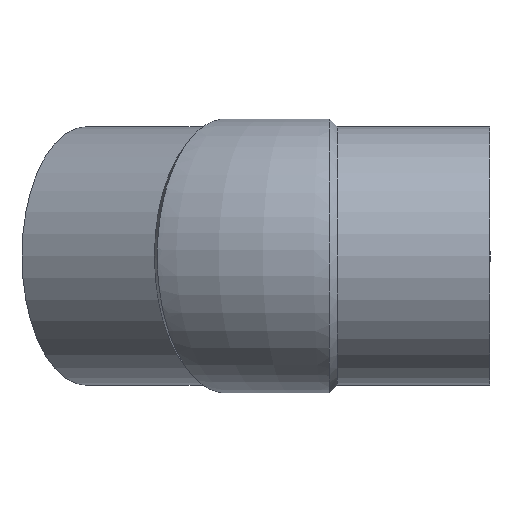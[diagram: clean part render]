
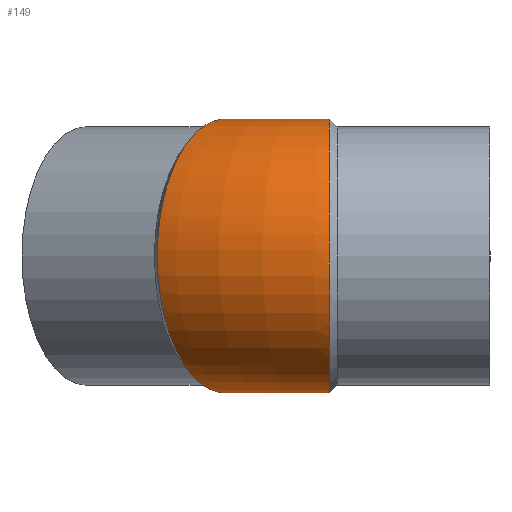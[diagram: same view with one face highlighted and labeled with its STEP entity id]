
A CAD part, left-side view. The second image highlights one B-rep face of the part: STEP entity #149.
In plain terms, the highlighted toroidal (fillet/blend) face has major radius 205.263 mm and minor radius 119.2 mm.
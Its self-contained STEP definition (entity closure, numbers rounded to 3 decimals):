
#23=TOROIDAL_SURFACE('',#179,205.263,119.2);
#27=FACE_OUTER_BOUND('',#37,.T.);
#37=EDGE_LOOP('',(#113,#114,#115,#116));
#49=CIRCLE('',#180,86.063);
#59=B_SPLINE_CURVE_WITH_KNOTS('',3,(#353,#354,#355,#356,#357,#358,#359,
#360,#361,#362,#363,#364,#365,#366,#367,#368,#369,#370,#371,#372,#373,#374,
#375,#376,#377,#378),.UNSPECIFIED.,.T.,.F.,(4,1,1,1,1,1,1,1,1,1,1,1,1,1,
1,1,1,1,1,1,1,1,1,4),(-6.283,-6.059,-5.834,
-5.61,-5.386,-5.086,-4.787,
-4.488,-4.189,-3.89,-3.59,
-3.291,-2.992,-2.693,-2.394,
-2.094,-1.795,-1.496,-1.197,
-0.898,-0.673,-0.449,-0.224,
0.),.UNSPECIFIED.);
#60=B_SPLINE_CURVE_WITH_KNOTS('',3,(#487,#488,#489,#490,#491,#492,#493,
#494,#495,#496,#497,#498,#499,#500,#501,#502,#503,#504,#505,#506,#507,#508,
#509,#510,#511,#512),.UNSPECIFIED.,.T.,.F.,(4,1,1,1,1,1,1,1,1,1,1,1,1,1,
1,1,1,1,1,1,1,1,1,4),(0.,0.224,0.449,0.673,
0.898,1.197,1.496,1.795,2.094,
2.394,2.693,2.992,3.291,3.59,
3.89,4.189,4.488,4.787,5.086,
5.386,5.61,5.834,6.059,6.283),
 .UNSPECIFIED.);
#74=VERTEX_POINT('',#351);
#76=VERTEX_POINT('',#485);
#86=EDGE_CURVE('',#74,#74,#59,.T.);
#89=EDGE_CURVE('',#76,#76,#60,.T.);
#91=EDGE_CURVE('',#74,#76,#49,.T.);
#113=ORIENTED_EDGE('',*,*,#86,.F.);
#114=ORIENTED_EDGE('',*,*,#91,.T.);
#115=ORIENTED_EDGE('',*,*,#89,.F.);
#116=ORIENTED_EDGE('',*,*,#91,.F.);
#149=ADVANCED_FACE('',(#27),#23,.T.);
#179=AXIS2_PLACEMENT_3D('',#514,#205,#206);
#180=AXIS2_PLACEMENT_3D('',#515,#207,#208);
#205=DIRECTION('center_axis',(0.,0.,-1.));
#206=DIRECTION('ref_axis',(-1.,0.,0.));
#207=DIRECTION('center_axis',(0.,0.,1.));
#208=DIRECTION('ref_axis',(-1.,0.,0.));
#351=CARTESIAN_POINT('',(127.609,170.103,0.));
#353=CARTESIAN_POINT('Ctrl Pts',(127.609,170.103,0.));
#354=CARTESIAN_POINT('Ctrl Pts',(127.609,170.103,-8.936));
#355=CARTESIAN_POINT('Ctrl Pts',(125.855,171.115,-26.806));
#356=CARTESIAN_POINT('Ctrl Pts',(118.106,175.587,-52.25));
#357=CARTESIAN_POINT('Ctrl Pts',(105.644,182.78,-75.047));
#358=CARTESIAN_POINT('Ctrl Pts',(87.275,193.384,-96.18));
#359=CARTESIAN_POINT('Ctrl Pts',(62.444,207.72,-112.679));
#360=CARTESIAN_POINT('Ctrl Pts',(31.978,225.31,-120.659));
#361=CARTESIAN_POINT('Ctrl Pts',(0.836,243.289,-117.938));
#362=CARTESIAN_POINT('Ctrl Pts',(-28.224,260.067,-104.744));
#363=CARTESIAN_POINT('Ctrl Pts',(-52.625,274.155,-82.255));
#364=CARTESIAN_POINT('Ctrl Pts',(-70.204,284.305,-52.467));
#365=CARTESIAN_POINT('Ctrl Pts',(-79.404,289.616,-18.022));
#366=CARTESIAN_POINT('Ctrl Pts',(-79.401,289.614,18.022));
#367=CARTESIAN_POINT('Ctrl Pts',(-70.206,284.306,52.468));
#368=CARTESIAN_POINT('Ctrl Pts',(-52.625,274.155,82.256));
#369=CARTESIAN_POINT('Ctrl Pts',(-28.223,260.067,104.743));
#370=CARTESIAN_POINT('Ctrl Pts',(0.836,243.289,117.936));
#371=CARTESIAN_POINT('Ctrl Pts',(31.978,225.31,120.663));
#372=CARTESIAN_POINT('Ctrl Pts',(62.443,207.721,112.675));
#373=CARTESIAN_POINT('Ctrl Pts',(87.276,193.384,96.182));
#374=CARTESIAN_POINT('Ctrl Pts',(105.644,182.781,75.047));
#375=CARTESIAN_POINT('Ctrl Pts',(118.106,175.587,52.25));
#376=CARTESIAN_POINT('Ctrl Pts',(125.855,171.115,26.806));
#377=CARTESIAN_POINT('Ctrl Pts',(127.609,170.103,8.936));
#378=CARTESIAN_POINT('Ctrl Pts',(127.609,170.103,0.));
#485=CARTESIAN_POINT('',(119.461,139.695,0.));
#487=CARTESIAN_POINT('Ctrl Pts',(119.461,139.695,0.));
#488=CARTESIAN_POINT('Ctrl Pts',(119.461,139.695,8.936));
#489=CARTESIAN_POINT('Ctrl Pts',(117.436,139.695,26.806));
#490=CARTESIAN_POINT('Ctrl Pts',(108.489,139.697,52.25));
#491=CARTESIAN_POINT('Ctrl Pts',(94.1,139.698,75.047));
#492=CARTESIAN_POINT('Ctrl Pts',(72.891,139.699,96.18));
#493=CARTESIAN_POINT('Ctrl Pts',(44.218,139.7,112.679));
#494=CARTESIAN_POINT('Ctrl Pts',(9.038,139.7,120.659));
#495=CARTESIAN_POINT('Ctrl Pts',(-26.921,139.7,117.938));
#496=CARTESIAN_POINT('Ctrl Pts',(-60.476,139.7,104.744));
#497=CARTESIAN_POINT('Ctrl Pts',(-88.652,139.7,82.256));
#498=CARTESIAN_POINT('Ctrl Pts',(-108.951,139.7,52.467));
#499=CARTESIAN_POINT('Ctrl Pts',(-119.574,139.7,18.022));
#500=CARTESIAN_POINT('Ctrl Pts',(-119.57,139.7,-18.022));
#501=CARTESIAN_POINT('Ctrl Pts',(-108.954,139.7,-52.469));
#502=CARTESIAN_POINT('Ctrl Pts',(-88.651,139.7,-82.255));
#503=CARTESIAN_POINT('Ctrl Pts',(-60.477,139.7,-104.745));
#504=CARTESIAN_POINT('Ctrl Pts',(-26.92,139.7,-117.935));
#505=CARTESIAN_POINT('Ctrl Pts',(9.039,139.7,-120.663));
#506=CARTESIAN_POINT('Ctrl Pts',(44.217,139.7,-112.675));
#507=CARTESIAN_POINT('Ctrl Pts',(72.891,139.699,-96.182));
#508=CARTESIAN_POINT('Ctrl Pts',(94.1,139.698,-75.047));
#509=CARTESIAN_POINT('Ctrl Pts',(108.489,139.697,-52.25));
#510=CARTESIAN_POINT('Ctrl Pts',(117.436,139.695,-26.806));
#511=CARTESIAN_POINT('Ctrl Pts',(119.461,139.695,-8.936));
#512=CARTESIAN_POINT('Ctrl Pts',(119.461,139.695,0.));
#514=CARTESIAN_POINT('Origin',(205.263,133.,0.));
#515=CARTESIAN_POINT('Origin',(205.263,133.,0.));
